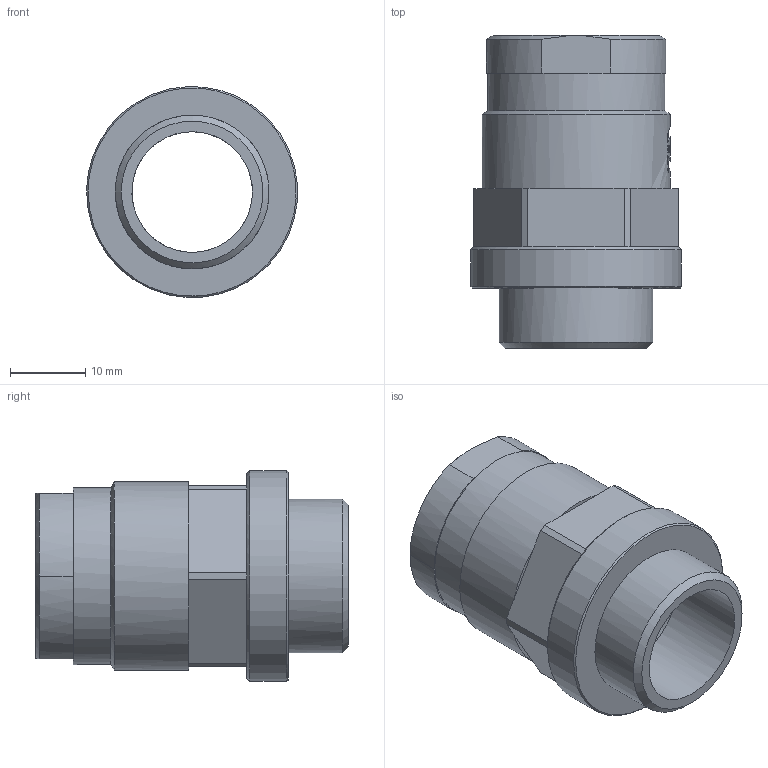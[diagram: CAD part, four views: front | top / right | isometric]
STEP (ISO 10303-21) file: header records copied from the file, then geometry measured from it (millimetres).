
FILE_DESCRIPTION(( 'HARTING HARTING HARTING HARTING HARTING HARTING HARTING HARTING HARTING', 'This Document is valid for Parts No. 09 15 000 0121'),'2;1');
FILE_NAME('MD_09150000121_R000001.stp', '2003-08-06T15:01:39',('ITIS-3'),('HARTING KGaA, D-32339 Espelkamp'), 'I-DEAS Master Series 9','HP-UNIX','Yes');
FILE_SCHEMA(('AUTOMOTIVE_DESIGN { 1 0 10303 214 0 1 1 1 }'));
Length unit declared in the file: millimetre
Products named in the file (1): R 15-eg-13.5-Al
Bounding box: 27.95 x 41.5 x 27.96 mm (x, y, z)
Volume: 7937.4 mm3; surface area: 6447.9 mm2
Topology: 1 solids, 1 shells, 314 faces, 853 edges, 557 vertices
Faces by surface type: bspline 314
Entity records: 9321 total; most frequent: CARTESIAN_POINT 4554, ORIENTED_EDGE 1706, EDGE_CURVE 853, VERTEX_POINT 557, EDGE_LOOP 332, FACE_OUTER_BOUND 314, ADVANCED_FACE 314, B_SPLINE_CURVE_WITH_KNOTS 292
